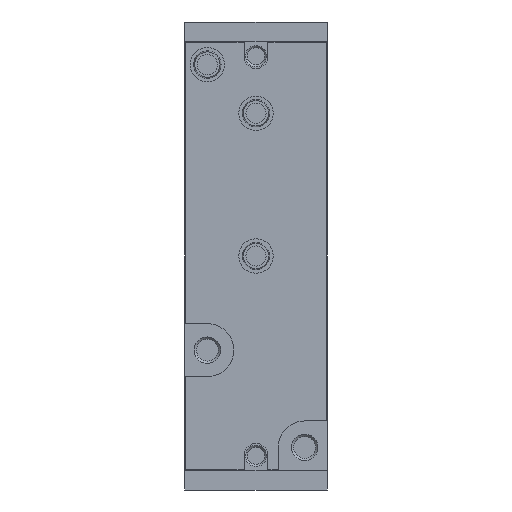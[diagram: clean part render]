
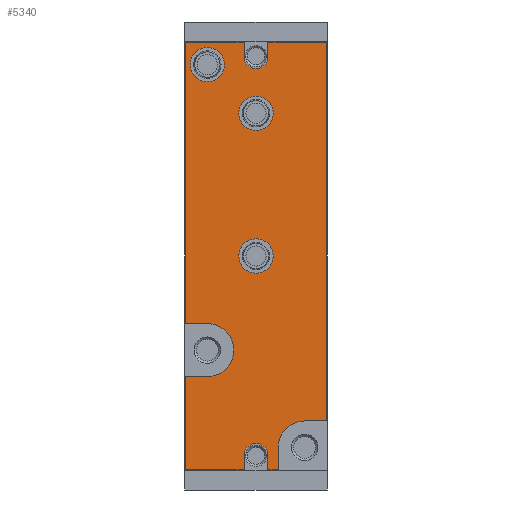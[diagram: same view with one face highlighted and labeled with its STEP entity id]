
A CAD part, front view. The second image highlights one B-rep face of the part: STEP entity #5340.
In plain terms, the highlighted planar face has unit normal (0, -1, 0).
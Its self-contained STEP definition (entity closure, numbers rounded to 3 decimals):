
#138=CIRCLE('',#5598,2.25);
#140=CIRCLE('',#5604,5.);
#142=CIRCLE('',#5611,2.25);
#144=CIRCLE('',#5618,5.);
#150=CIRCLE('',#5627,3.25);
#151=CIRCLE('',#5628,3.25);
#152=CIRCLE('',#5629,3.25);
#515=ORIENTED_EDGE('',*,*,#1513,.F.);
#516=ORIENTED_EDGE('',*,*,#1514,.F.);
#517=ORIENTED_EDGE('',*,*,#1515,.F.);
#518=ORIENTED_EDGE('',*,*,#1507,.F.);
#519=ORIENTED_EDGE('',*,*,#1452,.F.);
#520=ORIENTED_EDGE('',*,*,#1456,.F.);
#521=ORIENTED_EDGE('',*,*,#1459,.F.);
#522=ORIENTED_EDGE('',*,*,#1462,.T.);
#523=ORIENTED_EDGE('',*,*,#1465,.F.);
#524=ORIENTED_EDGE('',*,*,#1468,.F.);
#525=ORIENTED_EDGE('',*,*,#1471,.F.);
#526=ORIENTED_EDGE('',*,*,#1474,.T.);
#527=ORIENTED_EDGE('',*,*,#1477,.F.);
#528=ORIENTED_EDGE('',*,*,#1480,.F.);
#529=ORIENTED_EDGE('',*,*,#1483,.F.);
#530=ORIENTED_EDGE('',*,*,#1486,.F.);
#531=ORIENTED_EDGE('',*,*,#1489,.T.);
#532=ORIENTED_EDGE('',*,*,#1492,.F.);
#533=ORIENTED_EDGE('',*,*,#1495,.F.);
#534=ORIENTED_EDGE('',*,*,#1498,.F.);
#535=ORIENTED_EDGE('',*,*,#1501,.F.);
#536=ORIENTED_EDGE('',*,*,#1504,.T.);
#1452=EDGE_CURVE('',#1973,#1974,#2307,.T.);
#1456=EDGE_CURVE('',#1977,#1973,#2311,.T.);
#1459=EDGE_CURVE('',#1979,#1977,#2314,.T.);
#1462=EDGE_CURVE('',#1979,#1981,#138,.T.);
#1465=EDGE_CURVE('',#1983,#1981,#2318,.T.);
#1468=EDGE_CURVE('',#1985,#1983,#2321,.T.);
#1471=EDGE_CURVE('',#1987,#1985,#2324,.T.);
#1474=EDGE_CURVE('',#1987,#1989,#140,.T.);
#1477=EDGE_CURVE('',#1991,#1989,#2328,.T.);
#1480=EDGE_CURVE('',#1993,#1991,#2331,.T.);
#1483=EDGE_CURVE('',#1995,#1993,#2334,.T.);
#1486=EDGE_CURVE('',#1997,#1995,#2337,.T.);
#1489=EDGE_CURVE('',#1997,#1999,#142,.T.);
#1492=EDGE_CURVE('',#2001,#1999,#2341,.T.);
#1495=EDGE_CURVE('',#2003,#2001,#2344,.T.);
#1498=EDGE_CURVE('',#2005,#2003,#2347,.T.);
#1501=EDGE_CURVE('',#2007,#2005,#2350,.T.);
#1504=EDGE_CURVE('',#2007,#2009,#144,.T.);
#1507=EDGE_CURVE('',#1974,#2009,#2354,.T.);
#1513=EDGE_CURVE('',#2015,#2015,#150,.T.);
#1514=EDGE_CURVE('',#2016,#2016,#151,.T.);
#1515=EDGE_CURVE('',#2017,#2017,#152,.T.);
#1973=VERTEX_POINT('',#7359);
#1974=VERTEX_POINT('',#7360);
#1977=VERTEX_POINT('',#7368);
#1979=VERTEX_POINT('',#7374);
#1981=VERTEX_POINT('',#7380);
#1983=VERTEX_POINT('',#7386);
#1985=VERTEX_POINT('',#7392);
#1987=VERTEX_POINT('',#7398);
#1989=VERTEX_POINT('',#7404);
#1991=VERTEX_POINT('',#7410);
#1993=VERTEX_POINT('',#7416);
#1995=VERTEX_POINT('',#7422);
#1997=VERTEX_POINT('',#7428);
#1999=VERTEX_POINT('',#7434);
#2001=VERTEX_POINT('',#7440);
#2003=VERTEX_POINT('',#7446);
#2005=VERTEX_POINT('',#7452);
#2007=VERTEX_POINT('',#7458);
#2009=VERTEX_POINT('',#7464);
#2015=VERTEX_POINT('',#7482);
#2016=VERTEX_POINT('',#7484);
#2017=VERTEX_POINT('',#7486);
#2307=LINE('',#7358,#2648);
#2311=LINE('',#7367,#2652);
#2314=LINE('',#7373,#2655);
#2318=LINE('',#7385,#2659);
#2321=LINE('',#7391,#2662);
#2324=LINE('',#7397,#2665);
#2328=LINE('',#7409,#2669);
#2331=LINE('',#7415,#2672);
#2334=LINE('',#7421,#2675);
#2337=LINE('',#7427,#2678);
#2341=LINE('',#7439,#2682);
#2344=LINE('',#7445,#2685);
#2347=LINE('',#7451,#2688);
#2350=LINE('',#7457,#2691);
#2354=LINE('',#7469,#2695);
#2648=VECTOR('',#6142,1000.);
#2652=VECTOR('',#6148,1000.);
#2655=VECTOR('',#6153,1000.);
#2659=VECTOR('',#6165,1000.);
#2662=VECTOR('',#6170,1000.);
#2665=VECTOR('',#6175,1000.);
#2669=VECTOR('',#6187,1000.);
#2672=VECTOR('',#6192,1000.);
#2675=VECTOR('',#6197,1000.);
#2678=VECTOR('',#6202,1000.);
#2682=VECTOR('',#6214,1000.);
#2685=VECTOR('',#6219,1000.);
#2688=VECTOR('',#6224,1000.);
#2691=VECTOR('',#6229,1000.);
#2695=VECTOR('',#6241,1000.);
#2978=EDGE_LOOP('',(#515));
#2979=EDGE_LOOP('',(#516));
#2980=EDGE_LOOP('',(#517));
#2981=EDGE_LOOP('',(#518,#519,#520,#521,#522,#523,#524,#525,#526,#527,#528,
#529,#530,#531,#532,#533,#534,#535,#536));
#3271=FACE_BOUND('',#2978,.T.);
#3272=FACE_BOUND('',#2979,.T.);
#3273=FACE_BOUND('',#2980,.T.);
#3274=FACE_BOUND('',#2981,.T.);
#3550=PLANE('',#5626);
#5340=ADVANCED_FACE('',(#3271,#3272,#3273,#3274),#3550,.F.);
#5598=AXIS2_PLACEMENT_3D('',#7379,#6158,#6159);
#5604=AXIS2_PLACEMENT_3D('',#7403,#6180,#6181);
#5611=AXIS2_PLACEMENT_3D('',#7433,#6207,#6208);
#5618=AXIS2_PLACEMENT_3D('',#7463,#6234,#6235);
#5626=AXIS2_PLACEMENT_3D('',#7480,#6253,#6254);
#5627=AXIS2_PLACEMENT_3D('',#7481,#6255,#6256);
#5628=AXIS2_PLACEMENT_3D('',#7483,#6257,#6258);
#5629=AXIS2_PLACEMENT_3D('',#7485,#6259,#6260);
#6142=DIRECTION('',(0.,0.,1.));
#6148=DIRECTION('',(-1.,0.,0.));
#6153=DIRECTION('',(0.,0.,-1.));
#6158=DIRECTION('',(0.,1.,0.));
#6159=DIRECTION('',(1.,0.,0.));
#6165=DIRECTION('',(0.,0.,1.));
#6170=DIRECTION('',(-1.,0.,0.));
#6175=DIRECTION('',(0.,0.,-1.));
#6180=DIRECTION('',(0.,1.,0.));
#6181=DIRECTION('',(1.,0.,0.));
#6187=DIRECTION('',(-1.,0.,0.));
#6192=DIRECTION('',(0.,0.,-1.));
#6197=DIRECTION('',(1.,0.,0.));
#6202=DIRECTION('',(0.,0.,1.));
#6207=DIRECTION('',(0.,1.,0.));
#6208=DIRECTION('',(1.,0.,0.));
#6214=DIRECTION('',(0.,0.,-1.));
#6219=DIRECTION('',(1.,0.,0.));
#6224=DIRECTION('',(0.,0.,1.));
#6229=DIRECTION('',(-1.,0.,0.));
#6234=DIRECTION('',(0.,1.,0.));
#6235=DIRECTION('',(1.,0.,0.));
#6241=DIRECTION('',(1.,0.,0.));
#6253=DIRECTION('',(0.,1.,0.));
#6254=DIRECTION('',(0.,0.,1.));
#6255=DIRECTION('',(0.,-1.,0.));
#6256=DIRECTION('',(0.,0.,-1.));
#6257=DIRECTION('',(0.,-1.,0.));
#6258=DIRECTION('',(0.,0.,-1.));
#6259=DIRECTION('',(0.,-1.,0.));
#6260=DIRECTION('',(0.,0.,-1.));
#7358=CARTESIAN_POINT('',(-13.4,0.,-40.4));
#7359=CARTESIAN_POINT('',(-13.4,0.,-40.4));
#7360=CARTESIAN_POINT('',(-13.4,0.,-22.8));
#7367=CARTESIAN_POINT('',(-2.25,0.,-40.4));
#7368=CARTESIAN_POINT('',(-2.25,0.,-40.4));
#7373=CARTESIAN_POINT('',(-2.25,0.,-37.7));
#7374=CARTESIAN_POINT('',(-2.25,0.,-37.7));
#7379=CARTESIAN_POINT('',(0.,0.,-37.7));
#7380=CARTESIAN_POINT('',(2.25,0.,-37.7));
#7385=CARTESIAN_POINT('',(2.25,0.,-40.4));
#7386=CARTESIAN_POINT('',(2.25,0.,-40.4));
#7391=CARTESIAN_POINT('',(4.2,0.,-40.4));
#7392=CARTESIAN_POINT('',(4.2,0.,-40.4));
#7397=CARTESIAN_POINT('',(4.2,0.,-36.2));
#7398=CARTESIAN_POINT('',(4.2,0.,-36.2));
#7403=CARTESIAN_POINT('',(9.2,0.,-36.2));
#7404=CARTESIAN_POINT('',(9.2,0.,-31.2));
#7409=CARTESIAN_POINT('',(13.4,0.,-31.2));
#7410=CARTESIAN_POINT('',(13.4,0.,-31.2));
#7415=CARTESIAN_POINT('',(13.4,0.,40.4));
#7416=CARTESIAN_POINT('',(13.4,0.,40.4));
#7421=CARTESIAN_POINT('',(2.25,0.,40.4));
#7422=CARTESIAN_POINT('',(2.25,0.,40.4));
#7427=CARTESIAN_POINT('',(2.25,0.,37.7));
#7428=CARTESIAN_POINT('',(2.25,0.,37.7));
#7433=CARTESIAN_POINT('',(0.,0.,37.7));
#7434=CARTESIAN_POINT('',(-2.25,0.,37.7));
#7439=CARTESIAN_POINT('',(-2.25,0.,40.4));
#7440=CARTESIAN_POINT('',(-2.25,0.,40.4));
#7445=CARTESIAN_POINT('',(-13.4,0.,40.4));
#7446=CARTESIAN_POINT('',(-13.4,0.,40.4));
#7451=CARTESIAN_POINT('',(-13.4,0.,-12.8));
#7452=CARTESIAN_POINT('',(-13.4,0.,-12.8));
#7457=CARTESIAN_POINT('',(-9.2,0.,-12.8));
#7458=CARTESIAN_POINT('',(-9.2,0.,-12.8));
#7463=CARTESIAN_POINT('',(-9.2,0.,-17.8));
#7464=CARTESIAN_POINT('',(-9.2,0.,-22.8));
#7469=CARTESIAN_POINT('',(-13.4,0.,-22.8));
#7480=CARTESIAN_POINT('',(13.5,0.,40.5));
#7481=CARTESIAN_POINT('',(-9.2,0.,36.2));
#7482=CARTESIAN_POINT('',(-9.2,0.,32.95));
#7483=CARTESIAN_POINT('',(0.,0.,27.));
#7484=CARTESIAN_POINT('',(0.,0.,23.75));
#7485=CARTESIAN_POINT('',(0.,0.,0.));
#7486=CARTESIAN_POINT('',(0.,0.,-3.25));
